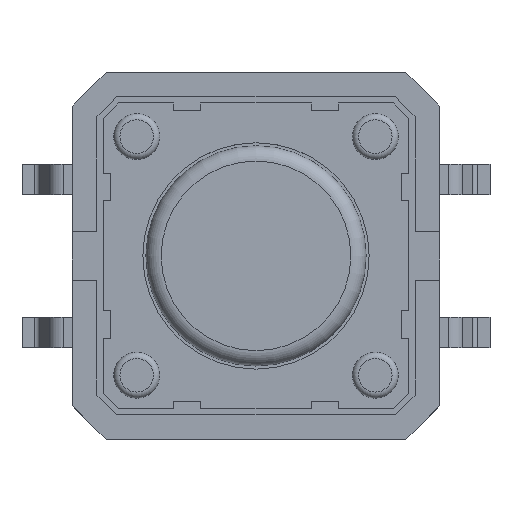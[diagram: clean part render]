
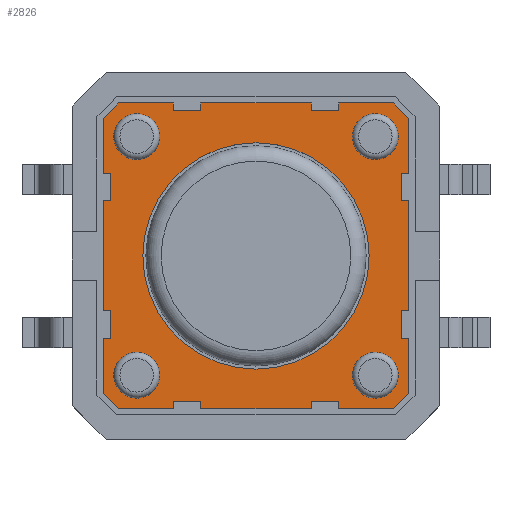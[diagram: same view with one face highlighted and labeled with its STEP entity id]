
A CAD part, top view. The second image highlights one B-rep face of the part: STEP entity #2826.
In plain terms, the highlighted planar face has unit normal (0, 0, 1).
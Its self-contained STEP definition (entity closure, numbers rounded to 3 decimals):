
#13=DIRECTION('',(0.,0.,1.));
#14=DIRECTION('',(1.,0.,-0.));
#28=VECTOR('',#29,1.);
#29=DIRECTION('',(1.,0.,0.));
#36=VECTOR('',#37,1.);
#37=DIRECTION('',(0.,1.,0.));
#44=VECTOR('',#45,1.);
#45=DIRECTION('',(-0.707,0.707,0.));
#127=DIRECTION('',(-0.707,-0.707,0.));
#153=VECTOR('',#154,1.);
#154=DIRECTION('',(0.707,0.707,0.));
#170=VECTOR('',#171,1.);
#171=DIRECTION('',(-1.,0.,0.));
#177=VECTOR('',#127,1.);
#183=VECTOR('',#184,1.);
#184=DIRECTION('',(0.,-1.,0.));
#188=VECTOR('',#189,1.);
#189=DIRECTION('',(0.707,-0.707,0.));
#793=PLANE('',#794);
#794=AXIS2_PLACEMENT_3D('',#795,#13,#29);
#795=CARTESIAN_POINT('',(0.,0.,3.3));
#945=VECTOR('',#946,1.);
#946=DIRECTION('',(0.,-1.,0.));
#952=VECTOR('',#953,1.);
#953=DIRECTION('',(1.,0.,0.));
#959=VECTOR('',#960,1.);
#960=DIRECTION('',(0.,1.,0.));
#1051=VECTOR('',#1052,1.);
#1052=DIRECTION('',(0.,-1.,0.));
#1058=VECTOR('',#1059,1.);
#1059=DIRECTION('',(1.,0.,0.));
#1065=VECTOR('',#1066,1.);
#1066=DIRECTION('',(0.,1.,0.));
#1105=VECTOR('',#1106,1.);
#1106=DIRECTION('',(-1.,-0.,-0.));
#1112=VECTOR('',#1113,1.);
#1113=DIRECTION('',(-0.,-1.,-0.));
#1899=VERTEX_POINT('',#1900);
#1900=CARTESIAN_POINT('',(-5.,2.7,3.3));
#1902=ORIENTED_EDGE('',*,*,#1903,.T.);
#1903=EDGE_CURVE('',#1899,#1904,#1906,.T.);
#1904=VERTEX_POINT('',#1905);
#1905=CARTESIAN_POINT('',(-4.75,2.7,3.3));
#1906=LINE('',#1900,#28);
#1916=ORIENTED_EDGE('',*,*,#1917,.T.);
#1917=EDGE_CURVE('',#1904,#1918,#1920,.T.);
#1918=VERTEX_POINT('',#1919);
#1919=CARTESIAN_POINT('',(-4.75,1.8,3.3));
#1920=LINE('',#1905,#1112);
#1930=ORIENTED_EDGE('',*,*,#1931,.T.);
#1931=EDGE_CURVE('',#1918,#1932,#1934,.T.);
#1932=VERTEX_POINT('',#1933);
#1933=CARTESIAN_POINT('',(-5.,1.8,3.3));
#1934=LINE('',#1919,#1105);
#1944=ORIENTED_EDGE('',*,*,#1945,.T.);
#1945=EDGE_CURVE('',#1932,#1946,#1948,.T.);
#1946=VERTEX_POINT('',#1947);
#1947=CARTESIAN_POINT('',(-5.,-1.8,3.3));
#1948=LINE('',#1949,#183);
#1949=CARTESIAN_POINT('',(-5.,5.,3.3));
#1959=ORIENTED_EDGE('',*,*,#1960,.T.);
#1960=EDGE_CURVE('',#1946,#1961,#1963,.T.);
#1961=VERTEX_POINT('',#1962);
#1962=CARTESIAN_POINT('',(-4.75,-1.8,3.3));
#1963=LINE('',#1947,#28);
#1973=ORIENTED_EDGE('',*,*,#1974,.T.);
#1974=EDGE_CURVE('',#1961,#1975,#1977,.T.);
#1975=VERTEX_POINT('',#1976);
#1976=CARTESIAN_POINT('',(-4.75,-2.7,3.3));
#1977=LINE('',#1962,#1112);
#1987=ORIENTED_EDGE('',*,*,#1988,.T.);
#1988=EDGE_CURVE('',#1975,#1989,#1991,.T.);
#1989=VERTEX_POINT('',#1990);
#1990=CARTESIAN_POINT('',(-5.,-2.7,3.3));
#1991=LINE('',#1976,#1105);
#2001=ORIENTED_EDGE('',*,*,#2002,.T.);
#2002=EDGE_CURVE('',#1989,#2003,#1948,.T.);
#2003=VERTEX_POINT('',#2004);
#2004=CARTESIAN_POINT('',(-5.,-4.5,3.3));
#2012=ORIENTED_EDGE('',*,*,#2013,.T.);
#2013=EDGE_CURVE('',#2003,#2014,#2016,.T.);
#2014=VERTEX_POINT('',#2015);
#2015=CARTESIAN_POINT('',(-4.5,-5.,3.3));
#2016=LINE('',#2017,#188);
#2017=CARTESIAN_POINT('',(-4.75,-4.75,3.3));
#2027=ORIENTED_EDGE('',*,*,#2028,.T.);
#2028=EDGE_CURVE('',#2014,#2029,#2031,.T.);
#2029=VERTEX_POINT('',#2030);
#2030=CARTESIAN_POINT('',(-2.7,-5.,3.3));
#2031=LINE('',#2032,#28);
#2032=CARTESIAN_POINT('',(-5.,-5.,3.3));
#2042=ORIENTED_EDGE('',*,*,#2043,.T.);
#2043=EDGE_CURVE('',#2029,#2044,#2046,.T.);
#2044=VERTEX_POINT('',#2045);
#2045=CARTESIAN_POINT('',(-2.7,-4.75,3.3));
#2046=LINE('',#2030,#1065);
#2056=ORIENTED_EDGE('',*,*,#2057,.T.);
#2057=EDGE_CURVE('',#2044,#2058,#2060,.T.);
#2058=VERTEX_POINT('',#2059);
#2059=CARTESIAN_POINT('',(-1.8,-4.75,3.3));
#2060=LINE('',#2045,#1058);
#2071=ORIENTED_EDGE('',*,*,#2072,.T.);
#2072=EDGE_CURVE('',#2058,#2073,#2075,.T.);
#2073=VERTEX_POINT('',#2074);
#2074=CARTESIAN_POINT('',(-1.8,-5.,3.3));
#2075=LINE('',#2059,#1051);
#2086=ORIENTED_EDGE('',*,*,#2087,.T.);
#2087=EDGE_CURVE('',#2073,#2088,#2031,.T.);
#2088=VERTEX_POINT('',#2089);
#2089=CARTESIAN_POINT('',(1.8,-5.,3.3));
#2097=ORIENTED_EDGE('',*,*,#2098,.T.);
#2098=EDGE_CURVE('',#2088,#2099,#2101,.T.);
#2099=VERTEX_POINT('',#2100);
#2100=CARTESIAN_POINT('',(1.8,-4.75,3.3));
#2101=LINE('',#2089,#1065);
#2111=ORIENTED_EDGE('',*,*,#2112,.T.);
#2112=EDGE_CURVE('',#2099,#2113,#2115,.T.);
#2113=VERTEX_POINT('',#2114);
#2114=CARTESIAN_POINT('',(2.7,-4.75,3.3));
#2115=LINE('',#2100,#1058);
#2125=ORIENTED_EDGE('',*,*,#2126,.T.);
#2126=EDGE_CURVE('',#2113,#2127,#2129,.T.);
#2127=VERTEX_POINT('',#2128);
#2128=CARTESIAN_POINT('',(2.7,-5.,3.3));
#2129=LINE('',#2114,#1051);
#2139=ORIENTED_EDGE('',*,*,#2140,.T.);
#2140=EDGE_CURVE('',#2127,#2141,#2031,.T.);
#2141=VERTEX_POINT('',#2142);
#2142=CARTESIAN_POINT('',(4.5,-5.,3.3));
#2150=ORIENTED_EDGE('',*,*,#2151,.T.);
#2151=EDGE_CURVE('',#2141,#2152,#2154,.T.);
#2152=VERTEX_POINT('',#2153);
#2153=CARTESIAN_POINT('',(5.,-4.5,3.3));
#2154=LINE('',#2155,#153);
#2155=CARTESIAN_POINT('',(4.75,-4.75,3.3));
#2165=ORIENTED_EDGE('',*,*,#2166,.T.);
#2166=EDGE_CURVE('',#2152,#2167,#2169,.T.);
#2167=VERTEX_POINT('',#2168);
#2168=CARTESIAN_POINT('',(5.,-2.7,3.3));
#2169=LINE('',#2170,#36);
#2170=CARTESIAN_POINT('',(5.,-5.,3.3));
#2181=VERTEX_POINT('',#2182);
#2182=CARTESIAN_POINT('',(4.75,-2.7,3.3));
#2185=EDGE_CURVE('',#2181,#2167,#2186,.T.);
#2186=LINE('',#2182,#28);
#2195=VERTEX_POINT('',#2196);
#2196=CARTESIAN_POINT('',(4.75,-1.8,3.3));
#2199=EDGE_CURVE('',#2195,#2181,#2200,.T.);
#2200=LINE('',#2196,#183);
#2210=VERTEX_POINT('',#2211);
#2211=CARTESIAN_POINT('',(5.,-1.8,3.3));
#2214=EDGE_CURVE('',#2210,#2195,#2215,.T.);
#2215=LINE('',#2211,#170);
#2223=ORIENTED_EDGE('',*,*,#2224,.T.);
#2224=EDGE_CURVE('',#2210,#2225,#2169,.T.);
#2225=VERTEX_POINT('',#2226);
#2226=CARTESIAN_POINT('',(5.,1.8,3.3));
#2235=VERTEX_POINT('',#2236);
#2236=CARTESIAN_POINT('',(4.75,1.8,3.3));
#2239=EDGE_CURVE('',#2235,#2225,#2240,.T.);
#2240=LINE('',#2236,#28);
#2249=VERTEX_POINT('',#2250);
#2250=CARTESIAN_POINT('',(4.75,2.7,3.3));
#2253=EDGE_CURVE('',#2249,#2235,#2254,.T.);
#2254=LINE('',#2250,#183);
#2264=VERTEX_POINT('',#2265);
#2265=CARTESIAN_POINT('',(5.,2.7,3.3));
#2268=EDGE_CURVE('',#2264,#2249,#2269,.T.);
#2269=LINE('',#2265,#170);
#2277=ORIENTED_EDGE('',*,*,#2278,.T.);
#2278=EDGE_CURVE('',#2264,#2279,#2169,.T.);
#2279=VERTEX_POINT('',#2280);
#2280=CARTESIAN_POINT('',(5.,4.5,3.3));
#2288=ORIENTED_EDGE('',*,*,#2289,.T.);
#2289=EDGE_CURVE('',#2279,#2290,#2292,.T.);
#2290=VERTEX_POINT('',#2291);
#2291=CARTESIAN_POINT('',(4.5,5.,3.3));
#2292=LINE('',#2293,#44);
#2293=CARTESIAN_POINT('',(4.75,4.75,3.3));
#2303=ORIENTED_EDGE('',*,*,#2304,.T.);
#2304=EDGE_CURVE('',#2290,#2305,#2307,.T.);
#2305=VERTEX_POINT('',#2306);
#2306=CARTESIAN_POINT('',(2.7,5.,3.3));
#2307=LINE('',#2308,#170);
#2308=CARTESIAN_POINT('',(5.,5.,3.3));
#2319=VERTEX_POINT('',#2320);
#2320=CARTESIAN_POINT('',(2.7,4.75,3.3));
#2323=EDGE_CURVE('',#2319,#2305,#2324,.T.);
#2324=LINE('',#2320,#959);
#2334=VERTEX_POINT('',#2335);
#2335=CARTESIAN_POINT('',(1.8,4.75,3.3));
#2338=EDGE_CURVE('',#2334,#2319,#2339,.T.);
#2339=LINE('',#2335,#952);
#2349=VERTEX_POINT('',#2350);
#2350=CARTESIAN_POINT('',(1.8,5.,3.3));
#2353=EDGE_CURVE('',#2349,#2334,#2354,.T.);
#2354=LINE('',#2350,#945);
#2362=ORIENTED_EDGE('',*,*,#2363,.T.);
#2363=EDGE_CURVE('',#2349,#2364,#2307,.T.);
#2364=VERTEX_POINT('',#2365);
#2365=CARTESIAN_POINT('',(-1.8,5.,3.3));
#2374=VERTEX_POINT('',#2375);
#2375=CARTESIAN_POINT('',(-1.8,4.75,3.3));
#2378=EDGE_CURVE('',#2374,#2364,#2379,.T.);
#2379=LINE('',#2375,#959);
#2388=VERTEX_POINT('',#2389);
#2389=CARTESIAN_POINT('',(-2.7,4.75,3.3));
#2392=EDGE_CURVE('',#2388,#2374,#2393,.T.);
#2393=LINE('',#2389,#952);
#2403=VERTEX_POINT('',#2404);
#2404=CARTESIAN_POINT('',(-2.7,5.,3.3));
#2407=EDGE_CURVE('',#2403,#2388,#2408,.T.);
#2408=LINE('',#2404,#945);
#2416=ORIENTED_EDGE('',*,*,#2417,.T.);
#2417=EDGE_CURVE('',#2403,#2418,#2307,.T.);
#2418=VERTEX_POINT('',#2419);
#2419=CARTESIAN_POINT('',(-4.5,5.,3.3));
#2427=ORIENTED_EDGE('',*,*,#2428,.T.);
#2428=EDGE_CURVE('',#2418,#2429,#2431,.T.);
#2429=VERTEX_POINT('',#2430);
#2430=CARTESIAN_POINT('',(-5.,4.5,3.3));
#2431=LINE('',#2432,#177);
#2432=CARTESIAN_POINT('',(-4.75,4.75,3.3));
#2442=ORIENTED_EDGE('',*,*,#2443,.T.);
#2443=EDGE_CURVE('',#2429,#1899,#1948,.T.);
#2826=ADVANCED_FACE('',(#2827,#2841,#2850,#2859,#2868,#2875),#793,.T.);
#2827=FACE_BOUND('',#2828,.T.);
#2828=EDGE_LOOP('',(#1902,#1916,#1930,#1944,#1959,#1973,#1987,#2001,#2012,#2027,#2042,#2056,#2071,#2086,#2097,#2111,#2125,#2139,#2150,#2165,#2829,#2830,#2831,#2223,#2832,#2833,#2834,#2277,#2288,#2303,#2835,#2836,#2837,#2362,#2838,#2839,#2840,#2416,#2427,#2442));
#2829=ORIENTED_EDGE('',*,*,#2185,.F.);
#2830=ORIENTED_EDGE('',*,*,#2199,.F.);
#2831=ORIENTED_EDGE('',*,*,#2214,.F.);
#2832=ORIENTED_EDGE('',*,*,#2239,.F.);
#2833=ORIENTED_EDGE('',*,*,#2253,.F.);
#2834=ORIENTED_EDGE('',*,*,#2268,.F.);
#2835=ORIENTED_EDGE('',*,*,#2323,.F.);
#2836=ORIENTED_EDGE('',*,*,#2338,.F.);
#2837=ORIENTED_EDGE('',*,*,#2353,.F.);
#2838=ORIENTED_EDGE('',*,*,#2378,.F.);
#2839=ORIENTED_EDGE('',*,*,#2392,.F.);
#2840=ORIENTED_EDGE('',*,*,#2407,.F.);
#2841=FACE_BOUND('',#2842,.T.);
#2842=EDGE_LOOP('',(#2843));
#2843=ORIENTED_EDGE('',*,*,#2844,.F.);
#2844=EDGE_CURVE('',#2845,#2845,#2847,.T.);
#2845=VERTEX_POINT('',#2846);
#2846=CARTESIAN_POINT('',(-3.15,-3.9,3.3));
#2847=CIRCLE('',#2848,0.75);
#2848=AXIS2_PLACEMENT_3D('',#2849,#13,#14);
#2849=CARTESIAN_POINT('',(-3.9,-3.9,3.3));
#2850=FACE_BOUND('',#2851,.T.);
#2851=EDGE_LOOP('',(#2852));
#2852=ORIENTED_EDGE('',*,*,#2853,.F.);
#2853=EDGE_CURVE('',#2854,#2854,#2856,.T.);
#2854=VERTEX_POINT('',#2855);
#2855=CARTESIAN_POINT('',(4.65,-3.9,3.3));
#2856=CIRCLE('',#2857,0.75);
#2857=AXIS2_PLACEMENT_3D('',#2858,#13,#14);
#2858=CARTESIAN_POINT('',(3.9,-3.9,3.3));
#2859=FACE_BOUND('',#2860,.T.);
#2860=EDGE_LOOP('',(#2861));
#2861=ORIENTED_EDGE('',*,*,#2862,.F.);
#2862=EDGE_CURVE('',#2863,#2863,#2865,.T.);
#2863=VERTEX_POINT('',#2864);
#2864=CARTESIAN_POINT('',(-3.15,3.9,3.3));
#2865=CIRCLE('',#2866,0.75);
#2866=AXIS2_PLACEMENT_3D('',#2867,#13,#14);
#2867=CARTESIAN_POINT('',(-3.9,3.9,3.3));
#2868=FACE_BOUND('',#2869,.T.);
#2869=EDGE_LOOP('',(#2870));
#2870=ORIENTED_EDGE('',*,*,#2871,.F.);
#2871=EDGE_CURVE('',#2872,#2872,#2874,.T.);
#2872=VERTEX_POINT('',#2873);
#2873=CARTESIAN_POINT('',(3.7,0.,3.3));
#2874=CIRCLE('',#794,3.7);
#2875=FACE_BOUND('',#2876,.T.);
#2876=EDGE_LOOP('',(#2877));
#2877=ORIENTED_EDGE('',*,*,#2878,.F.);
#2878=EDGE_CURVE('',#2879,#2879,#2881,.T.);
#2879=VERTEX_POINT('',#2880);
#2880=CARTESIAN_POINT('',(4.65,3.9,3.3));
#2881=CIRCLE('',#2882,0.75);
#2882=AXIS2_PLACEMENT_3D('',#2883,#13,#14);
#2883=CARTESIAN_POINT('',(3.9,3.9,3.3));
